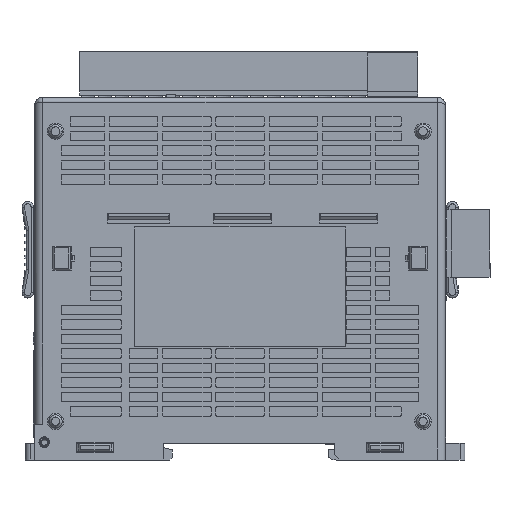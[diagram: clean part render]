
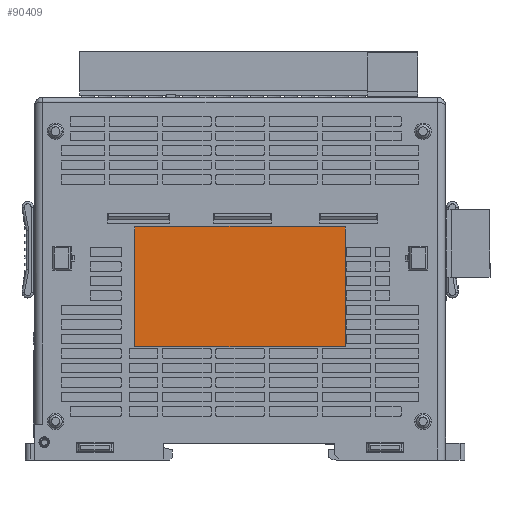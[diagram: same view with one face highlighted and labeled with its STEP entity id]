
A CAD part, left-side view. The second image highlights one B-rep face of the part: STEP entity #90409.
In plain terms, the highlighted planar face has unit normal (-1, 0, 0).
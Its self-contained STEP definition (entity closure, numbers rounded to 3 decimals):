
#90368 = ORIENTED_EDGE ( 'NONE', *, *, #90370, .T. ) ;
#90370 = EDGE_CURVE ( 'NONE', #90372, #90373, #268883, .T. ) ;
#90372 = VERTEX_POINT ( 'NONE', #268879 ) ;
#90373 = VERTEX_POINT ( 'NONE', #268878 ) ;
#90374 = ORIENTED_EDGE ( 'NONE', *, *, #90375, .T. ) ;
#90375 = EDGE_CURVE ( 'NONE', #90373, #90377, #268877, .T. ) ;
#90377 = VERTEX_POINT ( 'NONE', #268872 ) ;
#90379 = ORIENTED_EDGE ( 'NONE', *, *, #90381, .T. ) ;
#90381 = EDGE_CURVE ( 'NONE', #90377, #90383, #268871, .T. ) ;
#90383 = VERTEX_POINT ( 'NONE', #268867 ) ;
#90385 = ORIENTED_EDGE ( 'NONE', *, *, #90387, .T. ) ;
#90387 = EDGE_CURVE ( 'NONE', #90383, #90388, #268866, .T. ) ;
#90388 = VERTEX_POINT ( 'NONE', #268861 ) ;
#90389 = VERTEX_POINT ( 'NONE', #268860 ) ;
#90409 = ADVANCED_FACE ( 'NONE', ( #268904 ), #268942, .F. ) ;
#90411 = EDGE_LOOP ( 'NONE', ( #90368, #90374, #90379, #90385, #90477, #90479, #90483, #90489 ) ) ;
#90477 = ORIENTED_EDGE ( 'NONE', *, *, #90478, .T. ) ;
#90478 = EDGE_CURVE ( 'NONE', #90388, #90389, #269036, .T. ) ;
#90479 = ORIENTED_EDGE ( 'NONE', *, *, #90480, .T. ) ;
#90480 = EDGE_CURVE ( 'NONE', #90389, #90482, #269032, .T. ) ;
#90482 = VERTEX_POINT ( 'NONE', #269027 ) ;
#90483 = ORIENTED_EDGE ( 'NONE', *, *, #90485, .T. ) ;
#90485 = EDGE_CURVE ( 'NONE', #90482, #90487, #269080, .T. ) ;
#90487 = VERTEX_POINT ( 'NONE', #269076 ) ;
#90489 = ORIENTED_EDGE ( 'NONE', *, *, #90492, .T. ) ;
#90492 = EDGE_CURVE ( 'NONE', #90487, #90372, #269075, .T. ) ;
#268860 = CARTESIAN_POINT ( 'NONE',  ( -53.3, -60.714, -39.786 ) ) ;
#268861 = CARTESIAN_POINT ( 'NONE',  ( -53.3, -60.714, -64.386 ) ) ;
#268862 = DIRECTION ( 'NONE',  ( 0., -1., 0. ) ) ;
#268863 = DIRECTION ( 'NONE',  ( -1., 0., 0. ) ) ;
#268864 = CARTESIAN_POINT ( 'NONE',  ( -53.3, -60.514, -64.386 ) ) ;
#268865 = AXIS2_PLACEMENT_3D ( 'NONE', #268864, #268863, #268862 ) ;
#268866 = CIRCLE ( 'NONE', #268865, 0.2 ) ;
#268867 = CARTESIAN_POINT ( 'NONE',  ( -53.3, -60.514, -64.586 ) ) ;
#268868 = DIRECTION ( 'NONE',  ( 0., -1., 0. ) ) ;
#268869 = VECTOR ( 'NONE', #268868, 1000. ) ;
#268870 = CARTESIAN_POINT ( 'NONE',  ( -53.3, 3.586, -64.586 ) ) ;
#268871 = LINE ( 'NONE', #268870, #268869 ) ;
#268872 = CARTESIAN_POINT ( 'NONE',  ( -53.3, -17.314, -64.586 ) ) ;
#268873 = DIRECTION ( 'NONE',  ( 0., -1., 0. ) ) ;
#268874 = DIRECTION ( 'NONE',  ( -1., 0., 0. ) ) ;
#268875 = CARTESIAN_POINT ( 'NONE',  ( -53.3, -17.314, -64.386 ) ) ;
#268876 = AXIS2_PLACEMENT_3D ( 'NONE', #268875, #268874, #268873 ) ;
#268877 = CIRCLE ( 'NONE', #268876, 0.2 ) ;
#268878 = CARTESIAN_POINT ( 'NONE',  ( -53.3, -17.114, -64.386 ) ) ;
#268879 = CARTESIAN_POINT ( 'NONE',  ( -53.3, -17.114, -39.786 ) ) ;
#268880 = DIRECTION ( 'NONE',  ( 0., 0., -1. ) ) ;
#268881 = VECTOR ( 'NONE', #268880, 1000. ) ;
#268882 = CARTESIAN_POINT ( 'NONE',  ( -53.3, -17.114, -87.986 ) ) ;
#268883 = LINE ( 'NONE', #268882, #268881 ) ;
#268904 = FACE_OUTER_BOUND ( 'NONE', #90411, .T. ) ;
#268938 = DIRECTION ( 'NONE',  ( 0., 0., 1. ) ) ;
#268939 = DIRECTION ( 'NONE',  ( 1., 0., 0. ) ) ;
#268940 = CARTESIAN_POINT ( 'NONE',  ( -53.3, 3.586, -87.986 ) ) ;
#268941 = AXIS2_PLACEMENT_3D ( 'NONE', #268940, #268939, #268938 ) ;
#268942 = PLANE ( 'NONE',  #268941 ) ;
#269027 = CARTESIAN_POINT ( 'NONE',  ( -53.3, -60.514, -39.586 ) ) ;
#269028 = DIRECTION ( 'NONE',  ( 0., -1., 0. ) ) ;
#269029 = DIRECTION ( 'NONE',  ( -1., 0., 0. ) ) ;
#269030 = CARTESIAN_POINT ( 'NONE',  ( -53.3, -60.514, -39.786 ) ) ;
#269031 = AXIS2_PLACEMENT_3D ( 'NONE', #269030, #269029, #269028 ) ;
#269032 = CIRCLE ( 'NONE', #269031, 0.2 ) ;
#269033 = DIRECTION ( 'NONE',  ( 0., 0., 1. ) ) ;
#269034 = VECTOR ( 'NONE', #269033, 1000. ) ;
#269035 = CARTESIAN_POINT ( 'NONE',  ( -53.3, -60.714, -87.986 ) ) ;
#269036 = LINE ( 'NONE', #269035, #269034 ) ;
#269071 = DIRECTION ( 'NONE',  ( 0., -1., 0. ) ) ;
#269072 = DIRECTION ( 'NONE',  ( -1., 0., 0. ) ) ;
#269073 = CARTESIAN_POINT ( 'NONE',  ( -53.3, -17.314, -39.786 ) ) ;
#269074 = AXIS2_PLACEMENT_3D ( 'NONE', #269073, #269072, #269071 ) ;
#269075 = CIRCLE ( 'NONE', #269074, 0.2 ) ;
#269076 = CARTESIAN_POINT ( 'NONE',  ( -53.3, -17.314, -39.586 ) ) ;
#269077 = DIRECTION ( 'NONE',  ( 0., 1., 0. ) ) ;
#269078 = VECTOR ( 'NONE', #269077, 1000. ) ;
#269079 = CARTESIAN_POINT ( 'NONE',  ( -53.3, 3.586, -39.586 ) ) ;
#269080 = LINE ( 'NONE', #269079, #269078 ) ;
